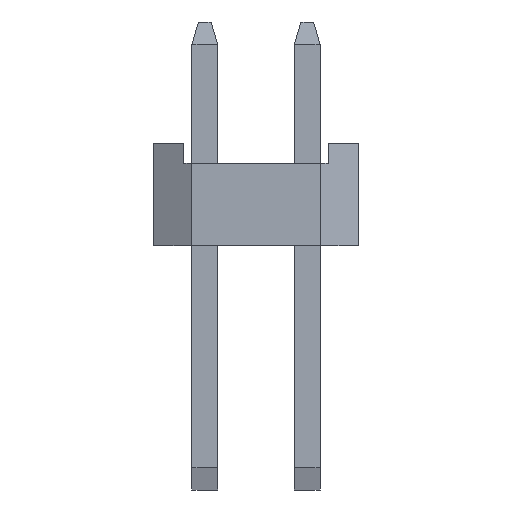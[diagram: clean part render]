
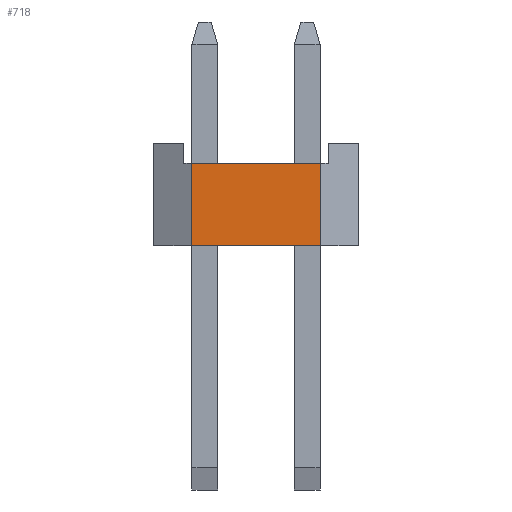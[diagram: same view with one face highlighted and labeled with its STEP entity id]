
A CAD part, front view. The second image highlights one B-rep face of the part: STEP entity #718.
In plain terms, the highlighted face is planar.
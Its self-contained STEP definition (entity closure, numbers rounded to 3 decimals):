
#54 = DIRECTION ( 'NONE',  ( -1., 0., 0. ) ) ;
#57 = DIRECTION ( 'NONE',  ( 0., -1., 0. ) ) ;
#64 = ORIENTED_EDGE ( 'NONE', *, *, #472, .F. ) ;
#91 = CARTESIAN_POINT ( 'NONE',  ( 1.27, 0., -1.6 ) ) ;
#115 = CARTESIAN_POINT ( 'NONE',  ( 1.27, 2.54, -1.6 ) ) ;
#150 = DIRECTION ( 'NONE',  ( 0., 0., -1. ) ) ;
#171 = EDGE_CURVE ( 'NONE', #673, #374, #944, .T. ) ;
#191 = DIRECTION ( 'NONE',  ( 0., -1., 0. ) ) ;
#198 = PLANE ( 'NONE',  #784 ) ;
#224 = VECTOR ( 'NONE', #668, 1000. ) ;
#259 = VERTEX_POINT ( 'NONE', #634 ) ;
#262 = LINE ( 'NONE', #910, #860 ) ;
#273 = CARTESIAN_POINT ( 'NONE',  ( 1.27, 2.04, -1.6 ) ) ;
#291 = FACE_OUTER_BOUND ( 'NONE', #438, .T. ) ;
#305 = ORIENTED_EDGE ( 'NONE', *, *, #965, .T. ) ;
#318 = VECTOR ( 'NONE', #191, 1000. ) ;
#343 = VECTOR ( 'NONE', #57, 1000. ) ;
#374 = VERTEX_POINT ( 'NONE', #91 ) ;
#403 = ORIENTED_EDGE ( 'NONE', *, *, #171, .F. ) ;
#438 = EDGE_LOOP ( 'NONE', ( #64, #305, #901, #403 ) ) ;
#472 = EDGE_CURVE ( 'NONE', #586, #673, #262, .T. ) ;
#496 = DIRECTION ( 'NONE',  ( 0., 0., 1. ) ) ;
#586 = VERTEX_POINT ( 'NONE', #897 ) ;
#591 = CARTESIAN_POINT ( 'NONE',  ( 1.27, 0., -1.6 ) ) ;
#634 = CARTESIAN_POINT ( 'NONE',  ( 1.27, 0., 1.6 ) ) ;
#653 = CARTESIAN_POINT ( 'NONE',  ( 1.27, 2.54, 1.6 ) ) ;
#654 = CARTESIAN_POINT ( 'NONE',  ( 1.27, 2.54, -1.6 ) ) ;
#668 = DIRECTION ( 'NONE',  ( 0., 0., -1. ) ) ;
#673 = VERTEX_POINT ( 'NONE', #273 ) ;
#718 = ADVANCED_FACE ( 'NONE', ( #291 ), #198, .F. ) ;
#784 = AXIS2_PLACEMENT_3D ( 'NONE', #654, #54, #496 ) ;
#791 = LINE ( 'NONE', #653, #343 ) ;
#825 = EDGE_CURVE ( 'NONE', #259, #374, #832, .T. ) ;
#832 = LINE ( 'NONE', #591, #224 ) ;
#860 = VECTOR ( 'NONE', #150, 1000. ) ;
#897 = CARTESIAN_POINT ( 'NONE',  ( 1.27, 2.04, 1.6 ) ) ;
#901 = ORIENTED_EDGE ( 'NONE', *, *, #825, .T. ) ;
#910 = CARTESIAN_POINT ( 'NONE',  ( 1.27, 2.04, -1.79 ) ) ;
#944 = LINE ( 'NONE', #115, #318 ) ;
#965 = EDGE_CURVE ( 'NONE', #586, #259, #791, .T. ) ;
